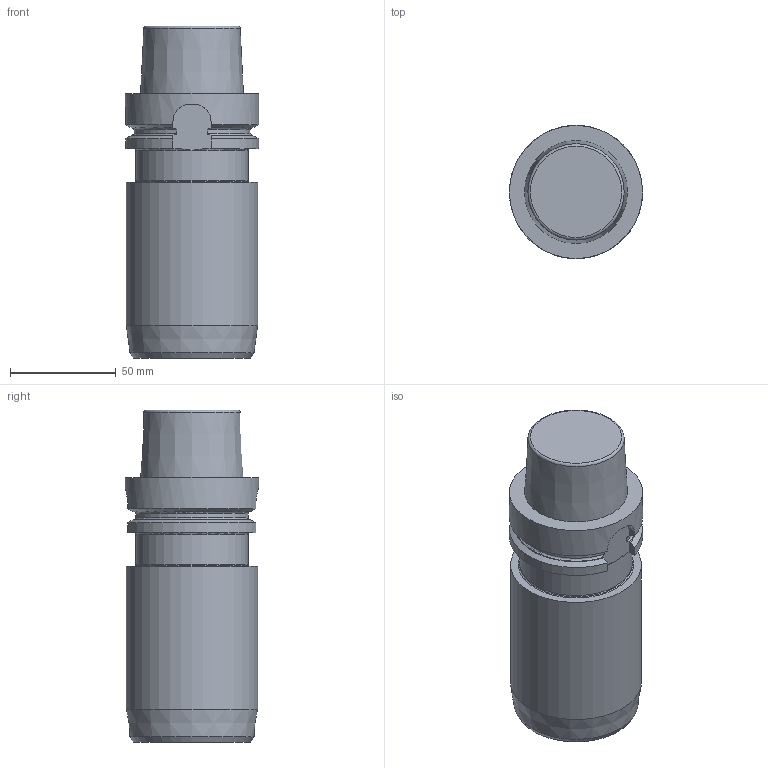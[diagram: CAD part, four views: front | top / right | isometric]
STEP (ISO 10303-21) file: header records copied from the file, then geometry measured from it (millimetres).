
FILE_DESCRIPTION(/* description */ (''),/* implementation_level */ '2;1');
FILE_NAME(/* name */ 'HSKA63-HC32-125_Basic.stp',/* time_stamp */ '2022-06-27T11:46:38+05:00',/* author */ (''),/* organization */ (''),/* preprocessor_version */ 'ST-DEVELOPER v16.7',/* originating_system */ 'SIEMENS PLM Software NX 12.0',/* authorisation */ '');
FILE_SCHEMA (('AUTOMOTIVE_DESIGN { 1 0 10303 214 3 1 1 1 }'));
Length unit declared in the file: millimetre
Products named in the file (1): inpu4850158A48jr
Bounding box: 63 x 63 x 157 mm (x, y, z)
Volume: 364337.8 mm3; surface area: 42533.4 mm2
Topology: 1 solids, 1 shells, 59 faces, 159 edges, 108 vertices
Faces by surface type: plane 28, cylinder 13, torus 9, cone 9
Full cylindrical faces by diameter (mm): 32 x1, 53 x1, 62 x1, 63 x1
Entity records: 2045 total; most frequent: CARTESIAN_POINT 604, ORIENTED_EDGE 286, DIRECTION 276, EDGE_CURVE 143, AXIS2_PLACEMENT_3D 110, VERTEX_POINT 99, EDGE_LOOP 72, ADVANCED_FACE 59
